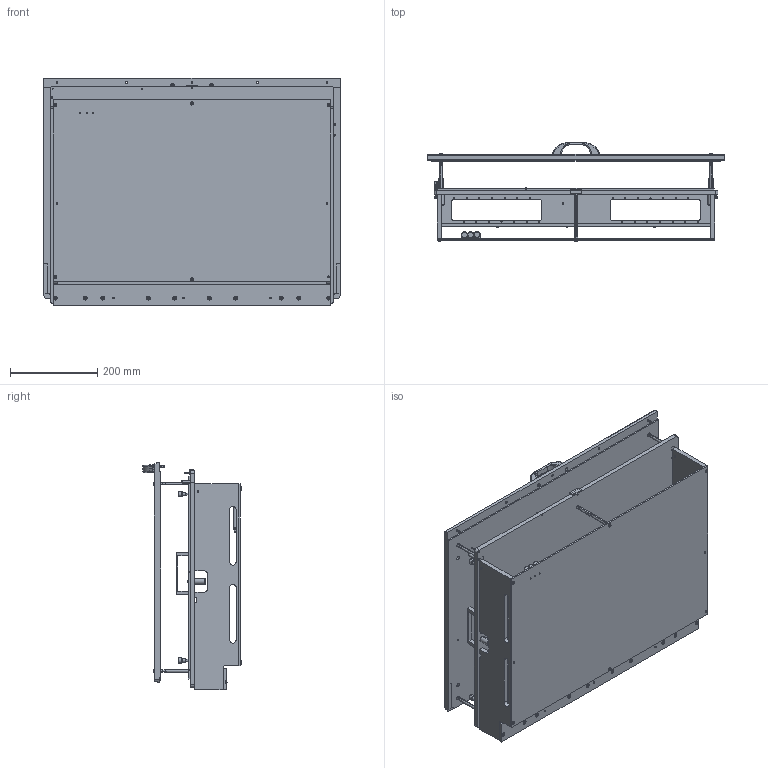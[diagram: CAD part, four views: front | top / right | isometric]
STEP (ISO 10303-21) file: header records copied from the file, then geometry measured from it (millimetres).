
FILE_DESCRIPTION (( 'STEP AP203' ), '1' );
FILE_NAME ('INGUN_114779-KIT.STEP', '2023-08-28T13:10:29', ( '' ), ( '' ), 'SwSTEP 2.0', 'SolidWorks 2021', '' );
FILE_SCHEMA (( 'CONFIG_CONTROL_DESIGN' ));
Length unit declared in the file: millimetre
Products named in the file (42): 41369~1_S; DIN125~n_03,2 M03,0; 114784~0_S; 114792~0_S; 114788~0_S; 115002~2_S; 1607~1; DIN6325~n_03,0m6x024; INGUN_114779-KIT; ISO7380~n_M03,0x006; 32457~0_S; 114790~1_S; 45716~2_flexibel <S>; 3699~0; DIN6325~n_03,0m6x016; 2196~6; 114786~0; 2393~0_S; 43627~0_Hub 22,5mm<Standard>; SKB-II~skii_M4,0x65 St; DIN6325~n_04,0m6x016; SKB-IA~skia_M4,0x35 St; 113166~0_S; 114787~0_S; DIN7991~n_M03,0x006; 46869~0_S; 114997~1; 32293~1_S; 114785~0_S; ISO7380~n_M04,0x020; 114780~1_ICT Stellung (kontaktiert)  <S>; 2229~6; Gewindebuchse~n_M04-09,5 offen; Gewindebuchse~n_M05-03,9 offen; DIN6325~n_06,0m6x030; 41367~6_S; 114781~1_S; ISO7380~n_M04,0x012; 115001~0_S; DIN912~n_M03,0x012 ...
Assembly tree (113 placements, depth 4):
  INGUN_114779-KIT
    114780~1_ICT Stellung (kontaktiert)  <S>
      114781~1_S
        114997~1
        Gewindebuchse~n_M04-09,5 offen  x4
      114784~0_S
        115001~0_S
        Gewindebuchse~n_M05-03,9 offen  x3
      114785~0_S
        115002~2_S
        DIN6325~n_04,0m6x016
      114789~0_S
        115002~2_S
        DIN6325~n_04,0m6x016
      114786~0
      114787~0_S
      114788~0_S
      43627~0_Hub 22,5mm<Standard>  x6
      2196~6  x2
      2229~6  x2
      46869~0_S  x4
      1607~1  x2
      32293~1_S
      SKB-II~skii_M4,0x65 St
      SKB-IA~skia_M4,0x35 St
      113166~0_S
        3699~0
      41367~6_S  x3
      ISO7380~n_M04,0x012  x33
      DIN7991~n_M03,0x006  x4
      DIN6325~n_03,0m6x016
      DIN6325~n_03,0m6x024
      DIN6325~n_04,0m6x016  x6
      DIN6325~n_06,0m6x030
    114790~1_S
      45716~2_flexibel <S>
        32457~0_S
        DIN7979~n_04,0m6x020M3  x2
        ISO7380~n_M03,0x006  x2
        41369~1_S  x4
        ISO7380~n_M04,0x020  x4
        DIN912~n_M03,0x012  x2
        2393~0_S  x2
        DIN125~n_03,2 M03,0  x2
      114792~0_S
Bounding box: 681 x 225.2 x 523 mm (x, y, z)
Volume: 11911140.5 mm3; surface area: 2960826 mm2
Topology: 105 solids, 105 shells, 3666 faces, 8694 edges, 5603 vertices
Faces by surface type: cylinder 1659, plane 1431, cone 330, torus 142, bspline 56, sphere 48
Entity records: 56873 total; most frequent: CARTESIAN_POINT 15079, DIRECTION 7890, ORIENTED_EDGE 6868, EDGE_CURVE 3434, AXIS2_PLACEMENT_3D 3131, VERTEX_POINT 2237, EDGE_LOOP 1893, VECTOR 1628
